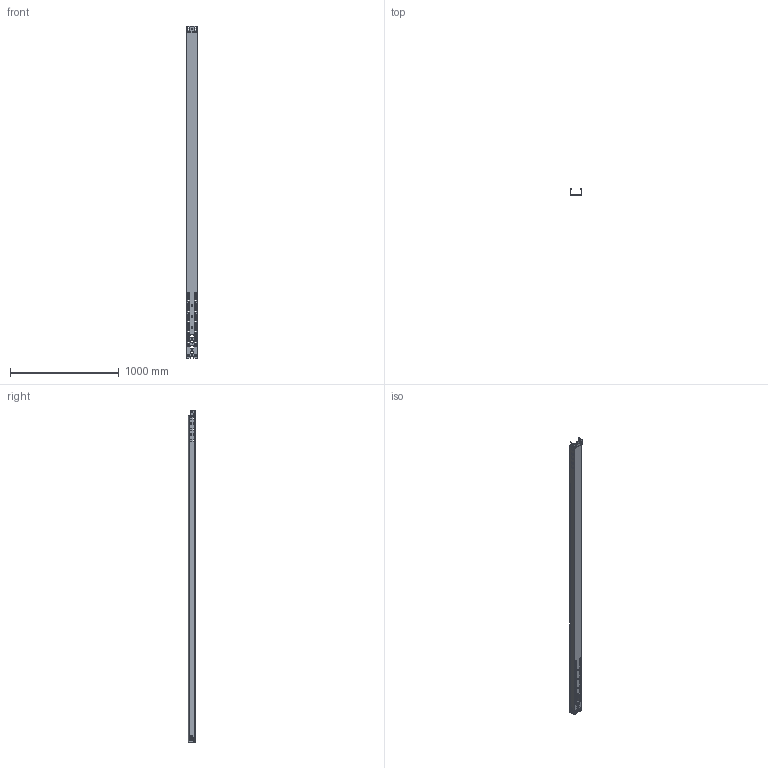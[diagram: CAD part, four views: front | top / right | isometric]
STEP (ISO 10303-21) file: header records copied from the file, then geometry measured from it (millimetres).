
FILE_DESCRIPTION (( 'STEP AP214' ), '1' );
FILE_NAME ('6059722.STEP', '2025-08-18T06:50:40', ( '' ), ( '' ), 'SwSTEP 2.0', 'SolidWorks 2024', '' );
FILE_SCHEMA (( 'AUTOMOTIVE_DESIGN' ));
Length unit declared in the file: millimetre
Products named in the file (1): 6059722
Bounding box: 104.5 x 64.45 x 3050 mm (x, y, z)
Volume: 1094922 mm3; surface area: 1480825.3 mm2
Topology: 1 solids, 1 shells, 841 faces, 2233 edges, 1406 vertices
Faces by surface type: cylinder 357, plane 330, torus 84, cone 46, bspline 20, sphere 4
Entity records: 26922 total; most frequent: CARTESIAN_POINT 5223, DIRECTION 4709, ORIENTED_EDGE 4466, EDGE_CURVE 2233, AXIS2_PLACEMENT_3D 1708, VERTEX_POINT 1406, LINE 1293, VECTOR 1293
